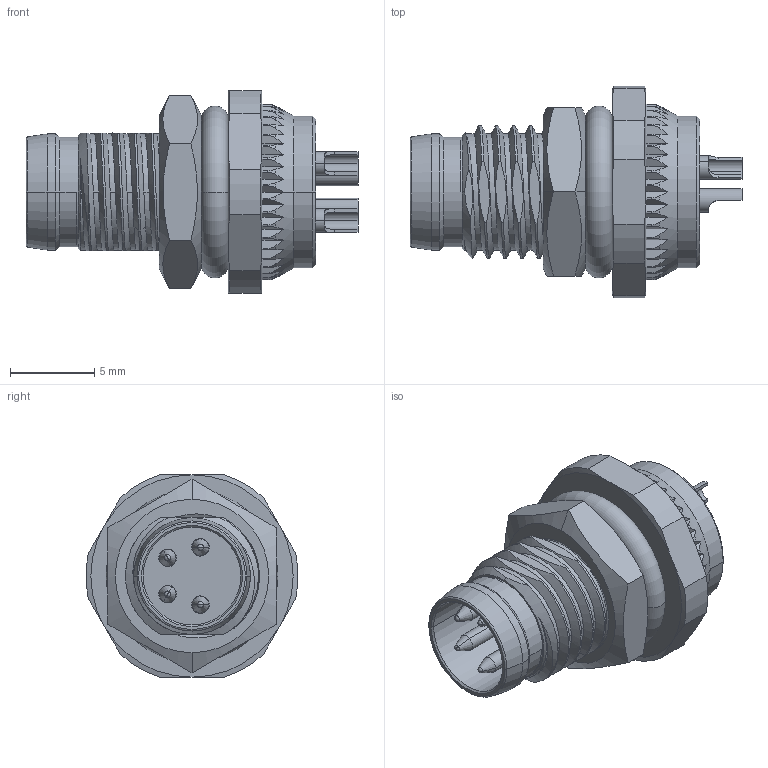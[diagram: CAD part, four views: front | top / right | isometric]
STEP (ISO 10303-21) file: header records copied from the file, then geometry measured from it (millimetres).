
FILE_DESCRIPTION((''),'2;1');
FILE_NAME('SM8-04PMMS-SF8001_SW0001','2022-11-02T',('L180066'),(''),'PRO/ENGINEER BY PARAMETRIC TECHNOLOGY CORPORATION, 2017170','PRO/ENGINEER BY PARAMETRIC TECHNOLOGY CORPORATION, 2017170','');
FILE_SCHEMA(('CONFIG_CONTROL_DESIGN'));
Length unit declared in the file: millimetre
Products named in the file (1): SM8-04PMMS-SF8001_SW0001
Bounding box: 19.7 x 12.57 x 12 mm (x, y, z)
Surface area: 1476.9 mm2 (no closed solid volume)
Topology: 0 solids, 23 shells, 359 faces, 1038 edges, 683 vertices
Faces by surface type: plane 129, cylinder 113, torus 46, cone 37, bspline 26, sphere 8
Entity records: 20060 total; most frequent: CARTESIAN_POINT 11172, ORIENTED_EDGE 1951, DIRECTION 1660, EDGE_CURVE 1030, VERTEX_POINT 683, AXIS2_PLACEMENT_3D 637, VECTOR 386, LINE 386
